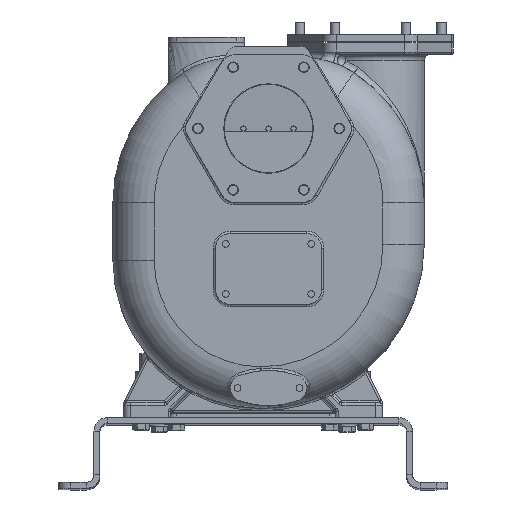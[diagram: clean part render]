
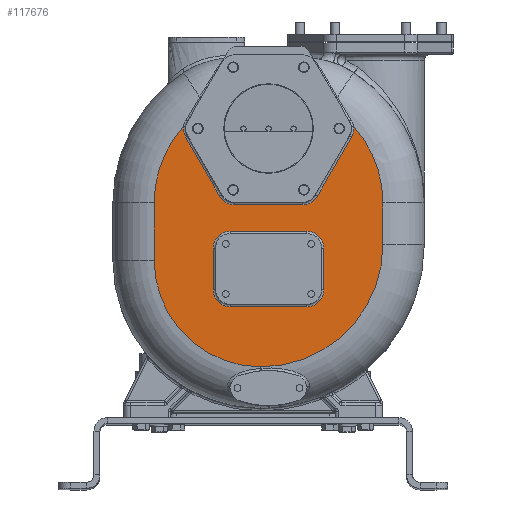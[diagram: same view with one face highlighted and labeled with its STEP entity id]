
A CAD part, top view. The second image highlights one B-rep face of the part: STEP entity #117676.
In plain terms, the highlighted planar face has unit normal (0, 0, 1).
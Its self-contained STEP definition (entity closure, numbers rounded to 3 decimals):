
#32663=DIRECTION('',(0.5,0.866,0.));
#32664=VECTOR('',#32663,115.47);
#32665=CARTESIAN_POINT('',(108.85,375.5,190.));
#32666=LINE('',#32665,#32664);
#32667=CARTESIAN_POINT('',(141.47,490.,190.));
#32668=DIRECTION('',(0.,0.,1.));
#32669=DIRECTION('',(0.866,-0.5,0.));
#32670=AXIS2_PLACEMENT_3D('',#32667,#32668,#32669);
#32672=CARTESIAN_POINT('',(26.,364.,190.));
#32673=DIRECTION('',(0.,0.,1.));
#32674=DIRECTION('',(1.,0.,0.));
#32675=AXIS2_PLACEMENT_3D('',#32672,#32673,#32674);
#32677=DIRECTION('',(0.,1.,0.));
#32678=VECTOR('',#32677,71.);
#32679=CARTESIAN_POINT('',(220.,293.,190.));
#32680=LINE('',#32679,#32678);
#32681=CARTESIAN_POINT('',(13.,293.,190.));
#32682=DIRECTION('',(0.,0.,1.));
#32683=DIRECTION('',(0.,-1.,0.));
#32684=AXIS2_PLACEMENT_3D('',#32681,#32682,#32683);
#32686=CARTESIAN_POINT('',(13.,267.,190.));
#32687=DIRECTION('',(0.,0.,1.));
#32688=DIRECTION('',(-1.,0.,0.));
#32689=AXIS2_PLACEMENT_3D('',#32686,#32687,#32688);
#32691=DIRECTION('',(0.,-1.,0.));
#32692=VECTOR('',#32691,97.);
#32693=CARTESIAN_POINT('',(-168.,364.,190.));
#32694=LINE('',#32693,#32692);
#32695=CARTESIAN_POINT('',(26.,364.,190.));
#32696=DIRECTION('',(0.,0.,1.));
#32697=DIRECTION('',(-0.743,0.669,0.));
#32698=AXIS2_PLACEMENT_3D('',#32695,#32696,#32697);
#32700=CARTESIAN_POINT('',(-89.47,490.,190.));
#32701=DIRECTION('',(0.,0.,1.));
#32702=DIRECTION('',(-0.992,0.129,0.));
#32703=AXIS2_PLACEMENT_3D('',#32700,#32701,#32702);
#32705=DIRECTION('',(0.5,-0.866,0.));
#32706=VECTOR('',#32705,115.47);
#32707=CARTESIAN_POINT('',(-114.585,475.5,190.));
#32708=LINE('',#32707,#32706);
#32709=CARTESIAN_POINT('',(-31.735,390.,190.));
#32710=DIRECTION('',(0.,0.,1.));
#32711=DIRECTION('',(-0.866,-0.5,0.));
#32712=AXIS2_PLACEMENT_3D('',#32709,#32710,#32711);
#32714=DIRECTION('',(1.,0.,0.));
#32715=VECTOR('',#32714,115.47);
#32716=CARTESIAN_POINT('',(-31.735,361.,190.));
#32717=LINE('',#32716,#32715);
#32718=CARTESIAN_POINT('',(83.735,390.,190.));
#32719=DIRECTION('',(0.,0.,1.));
#32720=DIRECTION('',(0.,-1.,0.));
#32721=AXIS2_PLACEMENT_3D('',#32718,#32719,#32720);
#32723=CARTESIAN_POINT('',(-39.,217.,190.));
#32724=DIRECTION('',(0.,0.,1.));
#32725=DIRECTION('',(-1.,0.,0.));
#32726=AXIS2_PLACEMENT_3D('',#32723,#32724,#32725);
#32728=DIRECTION('',(1.,0.,0.));
#32729=VECTOR('',#32728,130.);
#32730=CARTESIAN_POINT('',(-39.,188.,190.));
#32731=LINE('',#32730,#32729);
#32732=CARTESIAN_POINT('',(91.,217.,190.));
#32733=DIRECTION('',(0.,0.,1.));
#32734=DIRECTION('',(0.,-1.,0.));
#32735=AXIS2_PLACEMENT_3D('',#32732,#32733,#32734);
#32737=DIRECTION('',(0.,1.,0.));
#32738=VECTOR('',#32737,70.);
#32739=CARTESIAN_POINT('',(120.,217.,190.));
#32740=LINE('',#32739,#32738);
#32741=CARTESIAN_POINT('',(91.,287.,190.));
#32742=DIRECTION('',(0.,0.,1.));
#32743=DIRECTION('',(1.,0.,0.));
#32744=AXIS2_PLACEMENT_3D('',#32741,#32742,#32743);
#32746=DIRECTION('',(-1.,0.,0.));
#32747=VECTOR('',#32746,130.);
#32748=CARTESIAN_POINT('',(91.,316.,190.));
#32749=LINE('',#32748,#32747);
#32750=CARTESIAN_POINT('',(-39.,287.,190.));
#32751=DIRECTION('',(0.,0.,1.));
#32752=DIRECTION('',(0.,1.,0.));
#32753=AXIS2_PLACEMENT_3D('',#32750,#32751,#32752);
#32755=DIRECTION('',(0.,-1.,0.));
#32756=VECTOR('',#32755,70.);
#32757=CARTESIAN_POINT('',(-68.,287.,190.));
#32758=LINE('',#32757,#32756);
#32811=CARTESIAN_POINT('',(-118.227,493.748,190.));
#46751=CARTESIAN_POINT('',(170.227,493.748,190.));
#75012=CARTESIAN_POINT('',(220.,293.,190.));
#75013=CARTESIAN_POINT('',(220.,364.,190.));
#75014=VERTEX_POINT('',#75012);
#75015=VERTEX_POINT('',#75013);
#75016=CARTESIAN_POINT('',(13.,86.,190.));
#75017=VERTEX_POINT('',#75016);
#75020=CARTESIAN_POINT('',(-168.,267.,190.));
#75021=VERTEX_POINT('',#75020);
#75022=CARTESIAN_POINT('',(-168.,364.,190.));
#75023=VERTEX_POINT('',#75022);
#75032=CARTESIAN_POINT('',(-68.,217.,190.));
#75033=CARTESIAN_POINT('',(-39.,188.,190.));
#75034=VERTEX_POINT('',#75032);
#75035=VERTEX_POINT('',#75033);
#75040=CARTESIAN_POINT('',(91.,188.,190.));
#75041=VERTEX_POINT('',#75040);
#75044=CARTESIAN_POINT('',(120.,217.,190.));
#75045=VERTEX_POINT('',#75044);
#75048=CARTESIAN_POINT('',(120.,287.,190.));
#75049=VERTEX_POINT('',#75048);
#75052=CARTESIAN_POINT('',(91.,316.,190.));
#75053=VERTEX_POINT('',#75052);
#75056=CARTESIAN_POINT('',(-39.,316.,190.));
#75057=VERTEX_POINT('',#75056);
#75060=CARTESIAN_POINT('',(-68.,287.,190.));
#75061=VERTEX_POINT('',#75060);
#75392=VERTEX_POINT('',#46751);
#75394=CARTESIAN_POINT('',(108.85,375.5,190.));
#75395=CARTESIAN_POINT('',(166.585,475.5,190.));
#75396=VERTEX_POINT('',#75394);
#75397=VERTEX_POINT('',#75395);
#75402=CARTESIAN_POINT('',(83.735,361.,190.));
#75403=VERTEX_POINT('',#75402);
#75406=CARTESIAN_POINT('',(-31.735,361.,190.));
#75407=VERTEX_POINT('',#75406);
#75410=CARTESIAN_POINT('',(-56.85,375.5,190.));
#75411=VERTEX_POINT('',#75410);
#75414=CARTESIAN_POINT('',(-114.585,475.5,190.));
#75415=VERTEX_POINT('',#75414);
#75419=VERTEX_POINT('',#32811);
#117628=CARTESIAN_POINT('',(0.,280.,190.));
#117629=DIRECTION('',(0.,0.,1.));
#117630=DIRECTION('',(-1.,0.,0.));
#117631=AXIS2_PLACEMENT_3D('',#117628,#117629,#117630);
#117632=PLANE('',#117631);
#117634=ORIENTED_EDGE('',*,*,#117633,.T.);
#117636=ORIENTED_EDGE('',*,*,#117635,.T.);
#117638=ORIENTED_EDGE('',*,*,#117637,.F.);
#117640=ORIENTED_EDGE('',*,*,#117639,.F.);
#117641=ORIENTED_EDGE('',*,*,#116994,.F.);
#117642=ORIENTED_EDGE('',*,*,#117282,.F.);
#117643=ORIENTED_EDGE('',*,*,#117618,.F.);
#117645=ORIENTED_EDGE('',*,*,#117644,.F.);
#117647=ORIENTED_EDGE('',*,*,#117646,.T.);
#117649=ORIENTED_EDGE('',*,*,#117648,.T.);
#117651=ORIENTED_EDGE('',*,*,#117650,.T.);
#117653=ORIENTED_EDGE('',*,*,#117652,.T.);
#117655=ORIENTED_EDGE('',*,*,#117654,.T.);
#117656=EDGE_LOOP('',(#117634,#117636,#117638,#117640,#117641,#117642,#117643,
#117645,#117647,#117649,#117651,#117653,#117655));
#117657=FACE_OUTER_BOUND('',#117656,.F.);
#117659=ORIENTED_EDGE('',*,*,#117658,.T.);
#117661=ORIENTED_EDGE('',*,*,#117660,.T.);
#117663=ORIENTED_EDGE('',*,*,#117662,.T.);
#117665=ORIENTED_EDGE('',*,*,#117664,.T.);
#117667=ORIENTED_EDGE('',*,*,#117666,.T.);
#117669=ORIENTED_EDGE('',*,*,#117668,.T.);
#117671=ORIENTED_EDGE('',*,*,#117670,.T.);
#117673=ORIENTED_EDGE('',*,*,#117672,.T.);
#117674=EDGE_LOOP('',(#117659,#117661,#117663,#117665,#117667,#117669,#117671,
#117673));
#117675=FACE_BOUND('',#117674,.F.);
#117676=ADVANCED_FACE('',(#117657,#117675),#117632,.T.);
#32671=CIRCLE('',#32670,29.);
#32676=CIRCLE('',#32675,194.);
#32685=CIRCLE('',#32684,207.);
#32690=CIRCLE('',#32689,181.);
#32699=CIRCLE('',#32698,194.);
#32704=CIRCLE('',#32703,29.);
#32713=CIRCLE('',#32712,29.);
#32722=CIRCLE('',#32721,29.);
#32727=CIRCLE('',#32726,29.);
#32736=CIRCLE('',#32735,29.);
#32745=CIRCLE('',#32744,29.);
#32754=CIRCLE('',#32753,29.);
#116994=EDGE_CURVE('',#75017,#75014,#32685,.T.);
#117282=EDGE_CURVE('',#75021,#75017,#32690,.T.);
#117618=EDGE_CURVE('',#75023,#75021,#32694,.T.);
#117633=EDGE_CURVE('',#75396,#75397,#32666,.T.);
#117635=EDGE_CURVE('',#75397,#75392,#32671,.T.);
#117637=EDGE_CURVE('',#75015,#75392,#32676,.T.);
#117639=EDGE_CURVE('',#75014,#75015,#32680,.T.);
#117644=EDGE_CURVE('',#75419,#75023,#32699,.T.);
#117646=EDGE_CURVE('',#75419,#75415,#32704,.T.);
#117648=EDGE_CURVE('',#75415,#75411,#32708,.T.);
#117650=EDGE_CURVE('',#75411,#75407,#32713,.T.);
#117652=EDGE_CURVE('',#75407,#75403,#32717,.T.);
#117654=EDGE_CURVE('',#75403,#75396,#32722,.T.);
#117658=EDGE_CURVE('',#75034,#75035,#32727,.T.);
#117660=EDGE_CURVE('',#75035,#75041,#32731,.T.);
#117662=EDGE_CURVE('',#75041,#75045,#32736,.T.);
#117664=EDGE_CURVE('',#75045,#75049,#32740,.T.);
#117666=EDGE_CURVE('',#75049,#75053,#32745,.T.);
#117668=EDGE_CURVE('',#75053,#75057,#32749,.T.);
#117670=EDGE_CURVE('',#75057,#75061,#32754,.T.);
#117672=EDGE_CURVE('',#75061,#75034,#32758,.T.);
